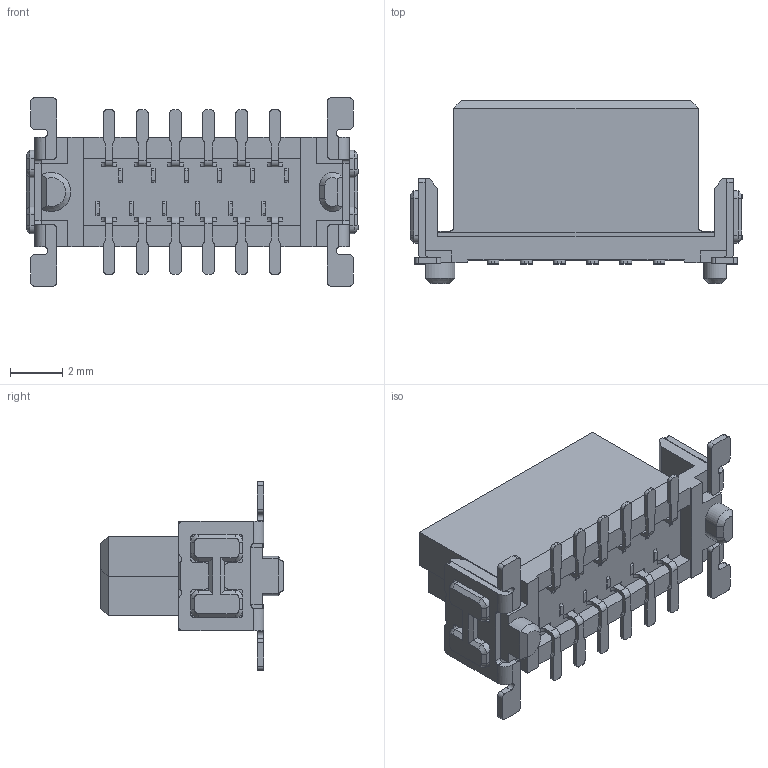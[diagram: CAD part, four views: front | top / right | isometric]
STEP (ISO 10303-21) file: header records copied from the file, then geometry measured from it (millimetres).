
FILE_DESCRIPTION(/* description */ ('STEP AP203'),/* implementation_level */ '2;1');
FILE_NAME(/* name */ '9018-12-1-xx-xx.stp',/* time_stamp */ '2025-02-18T10:00:57+01:00',/* author */ ('Andreas.Larin'),/* organization */ (''),/* preprocessor_version */ 'ST-DEVELOPER v20',/* originating_system */ 'Autodesk Inventor 2025',/* authorisation */ '');
FILE_SCHEMA (('AUTOMOTIVE_DESIGN { 1 0 10303 214 3 1 1 }'));
Length unit declared in the file: millimetre
Products named in the file (1): 9018-12-1-xx-xx
Bounding box: 12.7 x 7 x 7.2 mm (x, y, z)
Volume: 169 mm3; surface area: 617.3 mm2
Topology: 1 solids, 1 shells, 1352 faces, 3767 edges, 2444 vertices
Faces by surface type: plane 816, cylinder 437, bspline 80, cone 19
Entity records: 45676 total; most frequent: CARTESIAN_POINT 9052, ORIENTED_EDGE 7534, DIRECTION 7210, EDGE_CURVE 3767, LINE 2638, VECTOR 2638, VERTEX_POINT 2444, AXIS2_PLACEMENT_3D 2286
